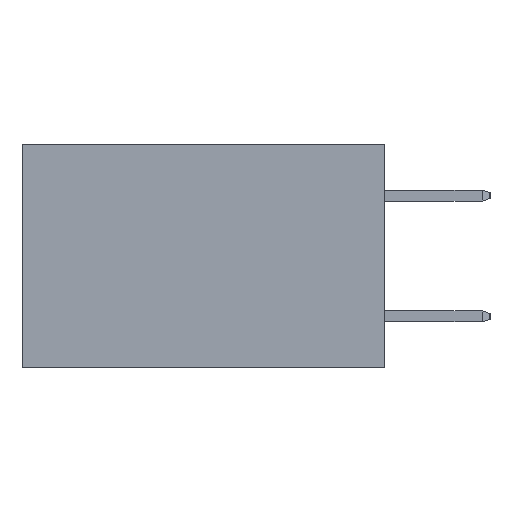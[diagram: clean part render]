
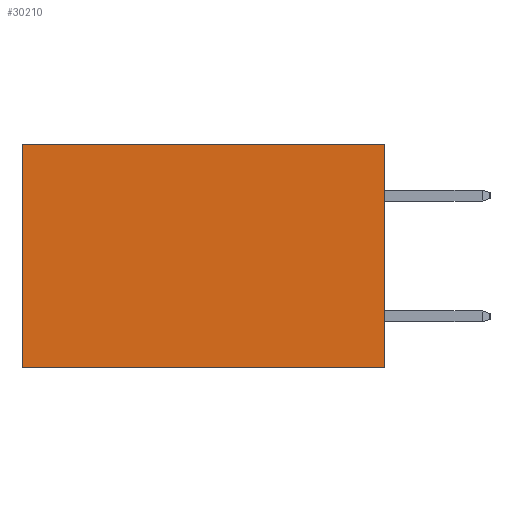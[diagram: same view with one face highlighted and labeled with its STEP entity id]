
A CAD part, left-side view. The second image highlights one B-rep face of the part: STEP entity #30210.
In plain terms, the highlighted planar face has unit normal (-1, 0, 0).
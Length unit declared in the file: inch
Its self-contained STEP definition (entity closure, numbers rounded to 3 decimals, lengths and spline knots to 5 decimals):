
#155 = LINE ( 'NONE', #21808, #17418 ) ;
#208 = DIRECTION ( 'NONE',  ( 0., 1., 0. ) ) ;
#1996 = EDGE_CURVE ( 'NONE', #24854, #15897, #26025, .T. ) ;
#2120 = CARTESIAN_POINT ( 'NONE',  ( 0.298, 0.6, -0.37 ) ) ;
#4425 = EDGE_LOOP ( 'NONE', ( #22596, #6402, #18351, #21925 ) ) ;
#6402 = ORIENTED_EDGE ( 'NONE', *, *, #18171, .F. ) ;
#7207 = VECTOR ( 'NONE', #27934, 39.37008 ) ;
#9302 = CARTESIAN_POINT ( 'NONE',  ( 0.298, 0., -0.37 ) ) ;
#9862 = VERTEX_POINT ( 'NONE', #25939 ) ;
#9918 = CARTESIAN_POINT ( 'NONE',  ( 0.298, 0.6, 0. ) ) ;
#10117 = DIRECTION ( 'NONE',  ( 0., 1., 0. ) ) ;
#10589 = EDGE_CURVE ( 'NONE', #24854, #9862, #155, .T. ) ;
#11404 = LINE ( 'NONE', #9918, #23176 ) ;
#12287 = CARTESIAN_POINT ( 'NONE',  ( 0.298, 0., 0. ) ) ;
#13003 = EDGE_CURVE ( 'NONE', #9862, #17401, #11404, .T. ) ;
#14303 = CARTESIAN_POINT ( 'NONE',  ( 0.298, 0., -0.37 ) ) ;
#14647 = DIRECTION ( 'NONE',  ( 0., 0., -1. ) ) ;
#15897 = VERTEX_POINT ( 'NONE', #9302 ) ;
#17401 = VERTEX_POINT ( 'NONE', #2120 ) ;
#17418 = VECTOR ( 'NONE', #10117, 39.37008 ) ;
#17902 = LINE ( 'NONE', #14303, #30417 ) ;
#18171 = EDGE_CURVE ( 'NONE', #15897, #17401, #17902, .T. ) ;
#18351 = ORIENTED_EDGE ( 'NONE', *, *, #1996, .F. ) ;
#19606 = FACE_OUTER_BOUND ( 'NONE', #4425, .T. ) ;
#21766 = AXIS2_PLACEMENT_3D ( 'NONE', #12287, #28737, #14647 ) ;
#21808 = CARTESIAN_POINT ( 'NONE',  ( 0.298, 0., 0. ) ) ;
#21925 = ORIENTED_EDGE ( 'NONE', *, *, #10589, .T. ) ;
#22596 = ORIENTED_EDGE ( 'NONE', *, *, #13003, .T. ) ;
#23176 = VECTOR ( 'NONE', #24010, 39.37008 ) ;
#24010 = DIRECTION ( 'NONE',  ( 0., 0., -1. ) ) ;
#24854 = VERTEX_POINT ( 'NONE', #29408 ) ;
#25939 = CARTESIAN_POINT ( 'NONE',  ( 0.298, 0.6, 0. ) ) ;
#26025 = LINE ( 'NONE', #28222, #7207 ) ;
#27934 = DIRECTION ( 'NONE',  ( 0., 0., -1. ) ) ;
#28222 = CARTESIAN_POINT ( 'NONE',  ( 0.298, 0., 0. ) ) ;
#28640 = PLANE ( 'NONE',  #21766 ) ;
#28737 = DIRECTION ( 'NONE',  ( 1., 0., 0. ) ) ;
#29408 = CARTESIAN_POINT ( 'NONE',  ( 0.298, 0., 0. ) ) ;
#30210 = ADVANCED_FACE ( 'NONE', ( #19606 ), #28640, .F. ) ;
#30417 = VECTOR ( 'NONE', #208, 39.37008 ) ;
